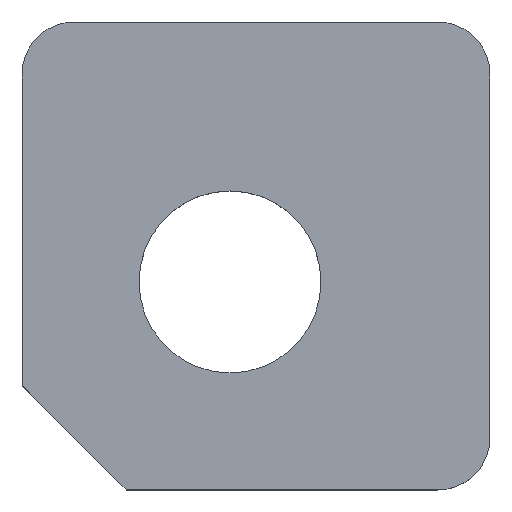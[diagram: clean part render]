
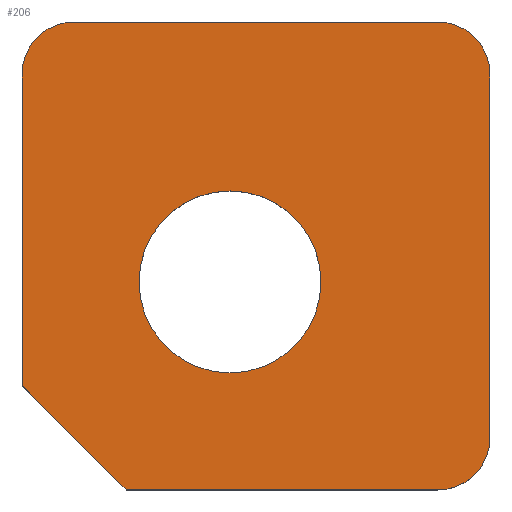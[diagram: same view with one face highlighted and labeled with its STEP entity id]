
A CAD part, top view. The second image highlights one B-rep face of the part: STEP entity #206.
In plain terms, the highlighted planar face has unit normal (0, 0, 1).
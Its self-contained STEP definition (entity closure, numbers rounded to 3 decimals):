
#15=FACE_BOUND('',#45,.T.);
#22=PLANE('',#239);
#33=FACE_OUTER_BOUND('',#44,.T.);
#44=EDGE_LOOP('',(#175,#176,#177,#178,#179,#180,#181,#182));
#45=EDGE_LOOP('',(#183));
#51=LINE('',#314,#70);
#54=LINE('',#320,#73);
#57=LINE('',#326,#76);
#61=LINE('',#338,#80);
#65=LINE('',#350,#84);
#70=VECTOR('',#254,10.);
#73=VECTOR('',#259,10.);
#76=VECTOR('',#264,10.);
#80=VECTOR('',#276,10.);
#84=VECTOR('',#288,10.);
#86=CIRCLE('',#223,17.5);
#89=CIRCLE('',#230,10.);
#91=CIRCLE('',#234,10.);
#93=CIRCLE('',#238,10.);
#94=VERTEX_POINT('',#302);
#98=VERTEX_POINT('',#311);
#99=VERTEX_POINT('',#313);
#101=VERTEX_POINT('',#319);
#103=VERTEX_POINT('',#325);
#105=VERTEX_POINT('',#331);
#107=VERTEX_POINT('',#337);
#109=VERTEX_POINT('',#343);
#111=VERTEX_POINT('',#349);
#112=EDGE_CURVE('',#94,#94,#86,.T.);
#117=EDGE_CURVE('',#99,#98,#51,.T.);
#120=EDGE_CURVE('',#101,#99,#54,.T.);
#123=EDGE_CURVE('',#103,#101,#57,.T.);
#126=EDGE_CURVE('',#105,#103,#89,.T.);
#129=EDGE_CURVE('',#107,#105,#61,.T.);
#132=EDGE_CURVE('',#109,#107,#91,.T.);
#135=EDGE_CURVE('',#111,#109,#65,.T.);
#138=EDGE_CURVE('',#98,#111,#93,.T.);
#175=ORIENTED_EDGE('',*,*,#138,.T.);
#176=ORIENTED_EDGE('',*,*,#135,.T.);
#177=ORIENTED_EDGE('',*,*,#132,.T.);
#178=ORIENTED_EDGE('',*,*,#129,.T.);
#179=ORIENTED_EDGE('',*,*,#126,.T.);
#180=ORIENTED_EDGE('',*,*,#123,.T.);
#181=ORIENTED_EDGE('',*,*,#120,.T.);
#182=ORIENTED_EDGE('',*,*,#117,.T.);
#183=ORIENTED_EDGE('',*,*,#112,.T.);
#206=ADVANCED_FACE('',(#33,#15),#22,.T.);
#223=AXIS2_PLACEMENT_3D('',#303,#245,#246);
#230=AXIS2_PLACEMENT_3D('',#332,#270,#271);
#234=AXIS2_PLACEMENT_3D('',#344,#282,#283);
#238=AXIS2_PLACEMENT_3D('',#354,#294,#295);
#239=AXIS2_PLACEMENT_3D('',#355,#296,#297);
#245=DIRECTION('center_axis',(0.,0.,-1.));
#246=DIRECTION('ref_axis',(1.,0.,0.));
#254=DIRECTION('',(1.,0.,0.));
#259=DIRECTION('',(0.707,-0.707,0.));
#264=DIRECTION('',(0.,-1.,0.));
#270=DIRECTION('center_axis',(0.,0.,1.));
#271=DIRECTION('ref_axis',(0.,1.,0.));
#276=DIRECTION('',(-1.,0.,0.));
#282=DIRECTION('center_axis',(0.,0.,1.));
#283=DIRECTION('ref_axis',(1.,0.,0.));
#288=DIRECTION('',(0.,1.,0.));
#294=DIRECTION('center_axis',(0.,0.,1.));
#295=DIRECTION('ref_axis',(0.,-1.,0.));
#296=DIRECTION('center_axis',(0.,0.,1.));
#297=DIRECTION('ref_axis',(1.,0.,0.));
#302=CARTESIAN_POINT('',(22.5,40.,10.));
#303=CARTESIAN_POINT('Origin',(40.,40.,10.));
#311=CARTESIAN_POINT('',(80.,0.,10.));
#313=CARTESIAN_POINT('',(20.,0.,10.));
#314=CARTESIAN_POINT('',(0.,0.,10.));
#319=CARTESIAN_POINT('',(0.,20.,10.));
#320=CARTESIAN_POINT('',(0.,20.,10.));
#325=CARTESIAN_POINT('',(0.,80.,10.));
#326=CARTESIAN_POINT('',(0.,80.,10.));
#331=CARTESIAN_POINT('',(10.,90.,10.));
#332=CARTESIAN_POINT('Origin',(10.,80.,10.));
#337=CARTESIAN_POINT('',(80.,90.,10.));
#338=CARTESIAN_POINT('',(80.,90.,10.));
#343=CARTESIAN_POINT('',(90.,80.,10.));
#344=CARTESIAN_POINT('Origin',(80.,80.,10.));
#349=CARTESIAN_POINT('',(90.,10.,10.));
#350=CARTESIAN_POINT('',(90.,10.,10.));
#354=CARTESIAN_POINT('Origin',(80.,10.,10.));
#355=CARTESIAN_POINT('Origin',(45.,45.,10.));
